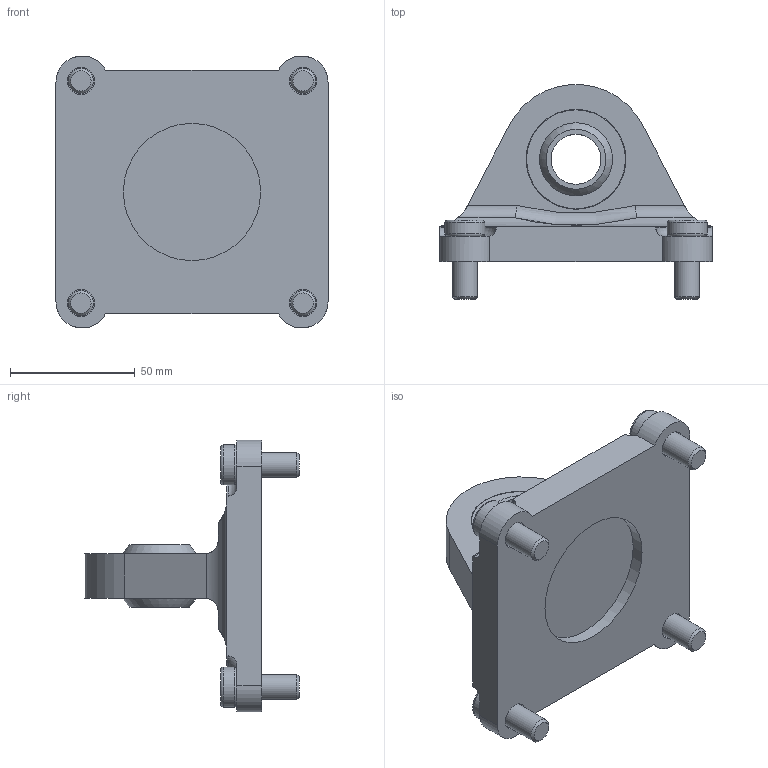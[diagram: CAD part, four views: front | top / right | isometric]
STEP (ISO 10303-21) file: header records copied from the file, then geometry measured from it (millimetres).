
FILE_DESCRIPTION(/* description */ ('STEP AP214'),/* implementation_level */ '2;1');
FILE_NAME(/* name */ '174402_SNCS-100',/* time_stamp */ '2024-09-10T16:32:54+02:00',/* author */ ('License CC BY-ND 4.0'),/* organization */ ('CADENAS'),/* preprocessor_version */ 'ST-DEVELOPER v19.3',/* originating_system */ 'PARTsolutions',/* authorisation */ ' ');
FILE_SCHEMA (('AUTOMOTIVE_DESIGN {1 0 10303 214 3 1 1}'));
Length unit declared in the file: millimetre
Products named in the file (3): 174402 SNCS-100; 174402 SNCS-100---(f); DIN-6912 - M10x25(F)
Assembly tree (5 placements, depth 2):
  174402 SNCS-100
    174402 SNCS-100---(f)
    DIN-6912 - M10x25(F)  x4
Bounding box: 109 x 85.89 x 108.96 mm (x, y, z)
Volume: 213993.2 mm3; surface area: 44419.8 mm2
Topology: 5 solids, 5 shells, 193 faces, 418 edges, 244 vertices
Faces by surface type: plane 92, cylinder 47, cone 38, torus 16
Full cylindrical faces by diameter (mm): 5 x4, 10 x4, 11 x4, 16 x4, 20 x1, 40 x2, 55 x1
Entity records: 3106 total; most frequent: CARTESIAN_POINT 599, DIRECTION 530, ORIENTED_EDGE 458, EDGE_CURVE 229, AXIS2_PLACEMENT_3D 209, VERTEX_POINT 154, FACE_BOUND 143, EDGE_LOOP 142
